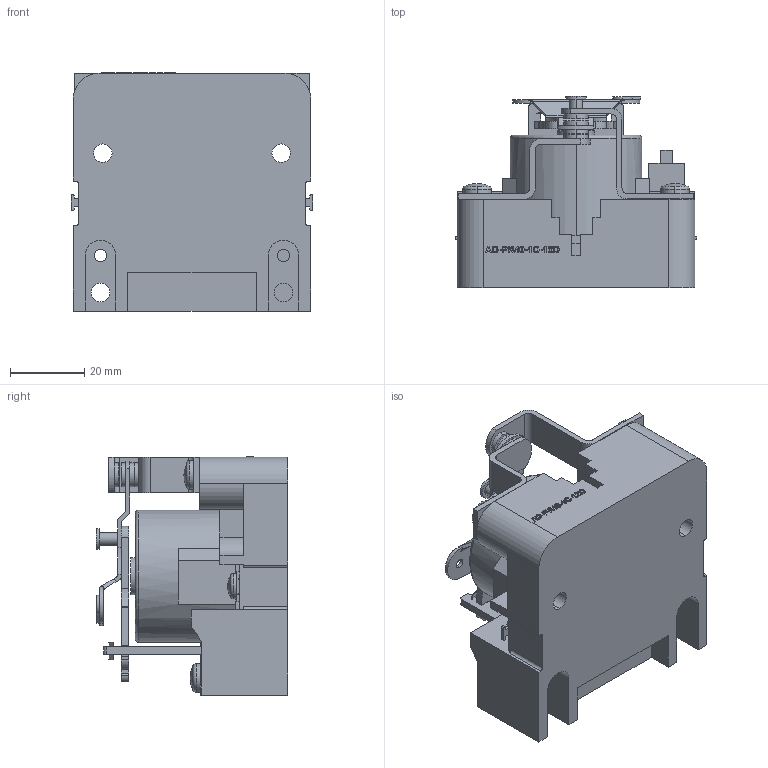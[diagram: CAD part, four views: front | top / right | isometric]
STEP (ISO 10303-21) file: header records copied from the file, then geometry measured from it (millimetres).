
FILE_DESCRIPTION (( 'STEP AP214' ), '1' );
FILE_NAME ('AD-PR40-1C-12D.STEP', '2013-11-26T20:42:43', ( '' ), ( '' ), 'SwSTEP 2.0', 'SolidWorks 2013', '' );
FILE_SCHEMA (( 'AUTOMOTIVE_DESIGN' ));
Length unit declared in the file: millimetre
Products named in the file (1): AD-PR40-1C-12D
Bounding box: 64.95 x 51.55 x 64.1 mm (x, y, z)
Volume: 91030.5 mm3; surface area: 33434.6 mm2
Topology: 34 solids, 34 shells, 625 faces, 1629 edges, 1075 vertices
Faces by surface type: plane 406, cylinder 128, bspline 69, torus 16, sphere 6
Entity records: 27813 total; most frequent: CARTESIAN_POINT 7203, ORIENTED_EDGE 3250, DIRECTION 2917, EDGE_CURVE 1625, LINE 1155, VECTOR 1155, VERTEX_POINT 1075, AXIS2_PLACEMENT_3D 881
